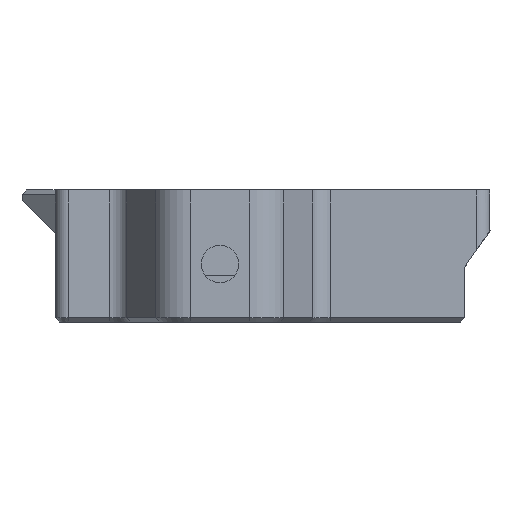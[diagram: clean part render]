
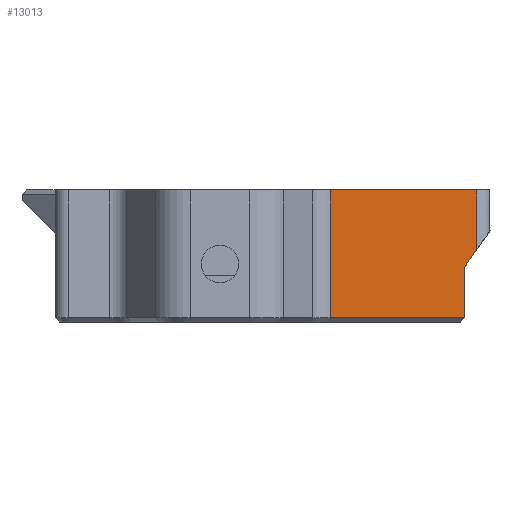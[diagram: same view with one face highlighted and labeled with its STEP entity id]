
A CAD part, left-side view. The second image highlights one B-rep face of the part: STEP entity #13013.
In plain terms, the highlighted face is planar.
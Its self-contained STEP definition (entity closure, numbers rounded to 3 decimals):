
#1518=FACE_OUTER_BOUND('',#2267,.T.);
#2267=EDGE_LOOP('',(#11034,#11035,#11036,#11037,#11038,#11039));
#3566=LINE('',#22343,#4871);
#3567=LINE('',#22345,#4872);
#3568=LINE('',#22347,#4873);
#3569=LINE('',#22349,#4874);
#3570=LINE('',#22351,#4875);
#3571=LINE('',#22352,#4876);
#4871=VECTOR('',#17529,1000.);
#4872=VECTOR('',#17530,1000.);
#4873=VECTOR('',#17531,1000.);
#4874=VECTOR('',#17532,1000.);
#4875=VECTOR('',#17533,1000.);
#4876=VECTOR('',#17534,1000.);
#6237=VERTEX_POINT('',#22341);
#6238=VERTEX_POINT('',#22342);
#6239=VERTEX_POINT('',#22344);
#6240=VERTEX_POINT('',#22346);
#6241=VERTEX_POINT('',#22348);
#6242=VERTEX_POINT('',#22350);
#7949=EDGE_CURVE('',#6237,#6238,#3566,.T.);
#7950=EDGE_CURVE('',#6237,#6239,#3567,.T.);
#7951=EDGE_CURVE('',#6240,#6239,#3568,.T.);
#7952=EDGE_CURVE('',#6241,#6240,#3569,.T.);
#7953=EDGE_CURVE('',#6241,#6242,#3570,.T.);
#7954=EDGE_CURVE('',#6238,#6242,#3571,.T.);
#11034=ORIENTED_EDGE('',*,*,#7949,.F.);
#11035=ORIENTED_EDGE('',*,*,#7950,.T.);
#11036=ORIENTED_EDGE('',*,*,#7951,.F.);
#11037=ORIENTED_EDGE('',*,*,#7952,.F.);
#11038=ORIENTED_EDGE('',*,*,#7953,.T.);
#11039=ORIENTED_EDGE('',*,*,#7954,.F.);
#12396=PLANE('',#14242);
#13013=ADVANCED_FACE('',(#1518),#12396,.T.);
#14242=AXIS2_PLACEMENT_3D('',#22340,#17527,#17528);
#17527=DIRECTION('center_axis',(1.,0.,0.));
#17528=DIRECTION('ref_axis',(0.,0.,
-1.));
#17529=DIRECTION('',(0.,0.,-1.));
#17530=DIRECTION('',(0.,-1.,0.));
#17531=DIRECTION('',(0.,0.,1.));
#17532=DIRECTION('',(0.,0.574,0.819));
#17533=DIRECTION('',(0.,0.,-1.));
#17534=DIRECTION('',(0.,-1.,0.));
#22340=CARTESIAN_POINT('Origin',(298.092,-336.461,-46.354));
#22341=CARTESIAN_POINT('',(298.092,-337.195,-46.754));
#22342=CARTESIAN_POINT('',(298.092,-337.195,-58.354));
#22343=CARTESIAN_POINT('',(298.092,-337.195,-46.354));
#22344=CARTESIAN_POINT('',(298.092,-349.411,-46.754));
#22345=CARTESIAN_POINT('',(298.092,-349.411,-46.754));
#22346=CARTESIAN_POINT('',(298.092,-349.411,-51.354));
#22347=CARTESIAN_POINT('',(298.092,-349.411,-46.354));
#22348=CARTESIAN_POINT('',(298.092,-350.511,-52.925));
#22349=CARTESIAN_POINT('',(298.092,-342.801,-41.914));
#22350=CARTESIAN_POINT('',(298.092,-350.511,-58.354));
#22351=CARTESIAN_POINT('',(298.092,-350.511,-46.354));
#22352=CARTESIAN_POINT('',(298.092,-336.461,-58.354));
